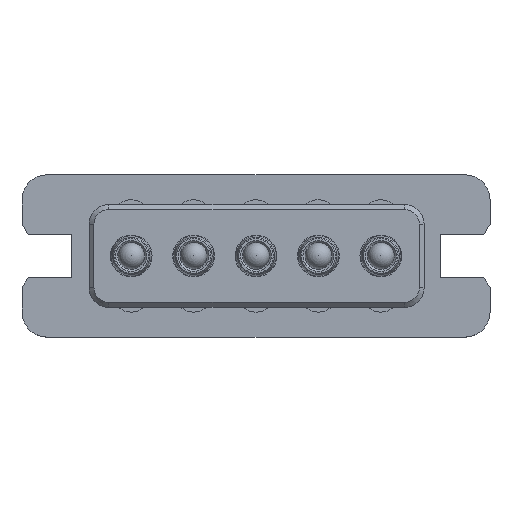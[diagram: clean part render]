
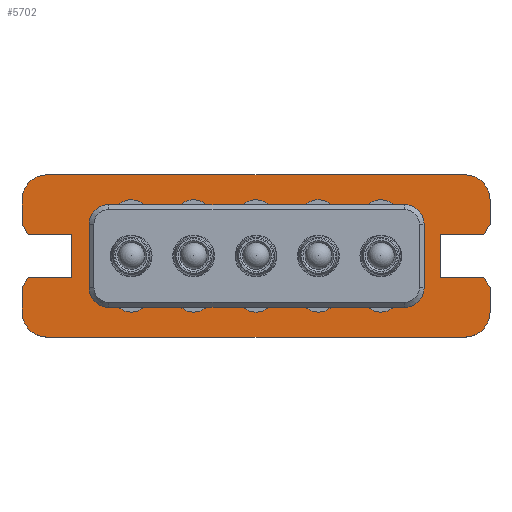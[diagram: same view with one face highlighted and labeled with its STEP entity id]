
A CAD part, top view. The second image highlights one B-rep face of the part: STEP entity #5702.
In plain terms, the highlighted planar face has unit normal (0, 0, 1).
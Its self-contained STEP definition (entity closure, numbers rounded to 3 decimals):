
#251=FACE_BOUND('',#1186,.T.);
#252=FACE_BOUND('',#1187,.T.);
#253=FACE_BOUND('',#1188,.T.);
#254=FACE_BOUND('',#1189,.T.);
#255=FACE_BOUND('',#1190,.T.);
#441=PLANE('',#6420);
#766=FACE_OUTER_BOUND('',#1185,.T.);
#1185=EDGE_LOOP('',(#5072,#5073,#5074,#5075,#5076,#5077,#5078,#5079,#5080,
#5081,#5082,#5083,#5084,#5085,#5086,#5087,#5088,#5089,#5090,#5091));
#1186=EDGE_LOOP('',(#5092));
#1187=EDGE_LOOP('',(#5093));
#1188=EDGE_LOOP('',(#5094));
#1189=EDGE_LOOP('',(#5095));
#1190=EDGE_LOOP('',(#5096));
#1612=LINE('',#9580,#2097);
#1615=LINE('',#9586,#2100);
#1618=LINE('',#9592,#2103);
#1621=LINE('',#9598,#2106);
#1624=LINE('',#9604,#2109);
#1627=LINE('',#9610,#2112);
#1631=LINE('',#9622,#2116);
#1635=LINE('',#9634,#2120);
#1638=LINE('',#9640,#2123);
#1641=LINE('',#9646,#2126);
#1644=LINE('',#9652,#2129);
#1647=LINE('',#9658,#2132);
#1650=LINE('',#9664,#2135);
#1653=LINE('',#9670,#2138);
#1657=LINE('',#9682,#2142);
#1661=LINE('',#9692,#2146);
#2097=VECTOR('',#7959,10.);
#2100=VECTOR('',#7964,10.);
#2103=VECTOR('',#7969,10.);
#2106=VECTOR('',#7974,10.);
#2109=VECTOR('',#7979,10.);
#2112=VECTOR('',#7984,10.);
#2116=VECTOR('',#7996,10.);
#2120=VECTOR('',#8008,10.);
#2123=VECTOR('',#8013,10.);
#2126=VECTOR('',#8018,10.);
#2129=VECTOR('',#8023,10.);
#2132=VECTOR('',#8028,10.);
#2135=VECTOR('',#8033,10.);
#2138=VECTOR('',#8038,10.);
#2142=VECTOR('',#8050,10.);
#2146=VECTOR('',#8062,10.);
#2446=CIRCLE('',#6379,0.3);
#2448=CIRCLE('',#6382,0.3);
#2450=CIRCLE('',#6385,0.3);
#2452=CIRCLE('',#6388,0.3);
#2454=CIRCLE('',#6391,0.3);
#2456=CIRCLE('',#6400,1.016);
#2458=CIRCLE('',#6404,1.016);
#2460=CIRCLE('',#6414,1.016);
#2462=CIRCLE('',#6418,1.016);
#2887=VERTEX_POINT('',#9546);
#2889=VERTEX_POINT('',#9552);
#2891=VERTEX_POINT('',#9558);
#2893=VERTEX_POINT('',#9564);
#2895=VERTEX_POINT('',#9570);
#2898=VERTEX_POINT('',#9577);
#2899=VERTEX_POINT('',#9579);
#2901=VERTEX_POINT('',#9585);
#2903=VERTEX_POINT('',#9591);
#2905=VERTEX_POINT('',#9597);
#2907=VERTEX_POINT('',#9603);
#2909=VERTEX_POINT('',#9609);
#2911=VERTEX_POINT('',#9615);
#2913=VERTEX_POINT('',#9621);
#2915=VERTEX_POINT('',#9627);
#2917=VERTEX_POINT('',#9633);
#2919=VERTEX_POINT('',#9639);
#2921=VERTEX_POINT('',#9645);
#2923=VERTEX_POINT('',#9651);
#2925=VERTEX_POINT('',#9657);
#2927=VERTEX_POINT('',#9663);
#2929=VERTEX_POINT('',#9669);
#2931=VERTEX_POINT('',#9675);
#2933=VERTEX_POINT('',#9681);
#2935=VERTEX_POINT('',#9687);
#3600=EDGE_CURVE('',#2887,#2887,#2446,.T.);
#3603=EDGE_CURVE('',#2889,#2889,#2448,.T.);
#3606=EDGE_CURVE('',#2891,#2891,#2450,.T.);
#3609=EDGE_CURVE('',#2893,#2893,#2452,.T.);
#3612=EDGE_CURVE('',#2895,#2895,#2454,.T.);
#3615=EDGE_CURVE('',#2899,#2898,#1612,.T.);
#3618=EDGE_CURVE('',#2901,#2899,#1615,.T.);
#3621=EDGE_CURVE('',#2903,#2901,#1618,.T.);
#3624=EDGE_CURVE('',#2905,#2903,#1621,.T.);
#3627=EDGE_CURVE('',#2907,#2905,#1624,.T.);
#3630=EDGE_CURVE('',#2909,#2907,#1627,.T.);
#3633=EDGE_CURVE('',#2911,#2909,#2456,.T.);
#3636=EDGE_CURVE('',#2913,#2911,#1631,.T.);
#3639=EDGE_CURVE('',#2915,#2913,#2458,.T.);
#3642=EDGE_CURVE('',#2917,#2915,#1635,.T.);
#3645=EDGE_CURVE('',#2919,#2917,#1638,.T.);
#3648=EDGE_CURVE('',#2921,#2919,#1641,.T.);
#3651=EDGE_CURVE('',#2923,#2921,#1644,.T.);
#3654=EDGE_CURVE('',#2925,#2923,#1647,.T.);
#3657=EDGE_CURVE('',#2927,#2925,#1650,.T.);
#3660=EDGE_CURVE('',#2929,#2927,#1653,.T.);
#3663=EDGE_CURVE('',#2931,#2929,#2460,.T.);
#3666=EDGE_CURVE('',#2933,#2931,#1657,.T.);
#3669=EDGE_CURVE('',#2935,#2933,#2462,.T.);
#3672=EDGE_CURVE('',#2898,#2935,#1661,.T.);
#5072=ORIENTED_EDGE('',*,*,#3672,.T.);
#5073=ORIENTED_EDGE('',*,*,#3669,.T.);
#5074=ORIENTED_EDGE('',*,*,#3666,.T.);
#5075=ORIENTED_EDGE('',*,*,#3663,.T.);
#5076=ORIENTED_EDGE('',*,*,#3660,.T.);
#5077=ORIENTED_EDGE('',*,*,#3657,.T.);
#5078=ORIENTED_EDGE('',*,*,#3654,.T.);
#5079=ORIENTED_EDGE('',*,*,#3651,.T.);
#5080=ORIENTED_EDGE('',*,*,#3648,.T.);
#5081=ORIENTED_EDGE('',*,*,#3645,.T.);
#5082=ORIENTED_EDGE('',*,*,#3642,.T.);
#5083=ORIENTED_EDGE('',*,*,#3639,.T.);
#5084=ORIENTED_EDGE('',*,*,#3636,.T.);
#5085=ORIENTED_EDGE('',*,*,#3633,.T.);
#5086=ORIENTED_EDGE('',*,*,#3630,.T.);
#5087=ORIENTED_EDGE('',*,*,#3627,.T.);
#5088=ORIENTED_EDGE('',*,*,#3624,.T.);
#5089=ORIENTED_EDGE('',*,*,#3621,.T.);
#5090=ORIENTED_EDGE('',*,*,#3618,.T.);
#5091=ORIENTED_EDGE('',*,*,#3615,.T.);
#5092=ORIENTED_EDGE('',*,*,#3600,.T.);
#5093=ORIENTED_EDGE('',*,*,#3603,.T.);
#5094=ORIENTED_EDGE('',*,*,#3606,.T.);
#5095=ORIENTED_EDGE('',*,*,#3609,.T.);
#5096=ORIENTED_EDGE('',*,*,#3612,.T.);
#5702=ADVANCED_FACE('',(#766,#251,#252,#253,#254,#255),#441,.T.);
#6379=AXIS2_PLACEMENT_3D('',#9548,#7925,#7926);
#6382=AXIS2_PLACEMENT_3D('',#9554,#7932,#7933);
#6385=AXIS2_PLACEMENT_3D('',#9560,#7939,#7940);
#6388=AXIS2_PLACEMENT_3D('',#9566,#7946,#7947);
#6391=AXIS2_PLACEMENT_3D('',#9572,#7953,#7954);
#6400=AXIS2_PLACEMENT_3D('',#9616,#7990,#7991);
#6404=AXIS2_PLACEMENT_3D('',#9628,#8002,#8003);
#6414=AXIS2_PLACEMENT_3D('',#9676,#8044,#8045);
#6418=AXIS2_PLACEMENT_3D('',#9688,#8056,#8057);
#6420=AXIS2_PLACEMENT_3D('',#9693,#8063,#8064);
#7925=DIRECTION('center_axis',(0.,0.,-1.));
#7926=DIRECTION('ref_axis',(1.,0.,0.));
#7932=DIRECTION('center_axis',(0.,0.,-1.));
#7933=DIRECTION('ref_axis',(1.,0.,0.));
#7939=DIRECTION('center_axis',(0.,0.,-1.));
#7940=DIRECTION('ref_axis',(1.,0.,0.));
#7946=DIRECTION('center_axis',(0.,0.,-1.));
#7947=DIRECTION('ref_axis',(1.,0.,0.));
#7953=DIRECTION('center_axis',(0.,0.,-1.));
#7954=DIRECTION('ref_axis',(1.,0.,0.));
#7959=DIRECTION('',(-0.555,-0.832,0.));
#7964=DIRECTION('',(-1.,0.,0.));
#7969=DIRECTION('',(0.,-1.,0.));
#7974=DIRECTION('',(1.,0.,0.));
#7979=DIRECTION('',(0.555,-0.832,0.));
#7984=DIRECTION('',(0.,-1.,0.));
#7990=DIRECTION('center_axis',(0.,0.,1.));
#7991=DIRECTION('ref_axis',(0.,1.,0.));
#7996=DIRECTION('',(-1.,0.,0.));
#8002=DIRECTION('center_axis',(0.,0.,1.));
#8003=DIRECTION('ref_axis',(1.,0.,0.));
#8008=DIRECTION('',(0.,1.,0.));
#8013=DIRECTION('',(0.555,0.832,0.));
#8018=DIRECTION('',(1.,0.,0.));
#8023=DIRECTION('',(0.,1.,0.));
#8028=DIRECTION('',(-1.,0.,0.));
#8033=DIRECTION('',(-0.555,0.832,0.));
#8038=DIRECTION('',(0.,1.,0.));
#8044=DIRECTION('center_axis',(0.,0.,1.));
#8045=DIRECTION('ref_axis',(0.,-1.,0.));
#8050=DIRECTION('',(1.,0.,0.));
#8056=DIRECTION('center_axis',(0.,0.,1.));
#8057=DIRECTION('ref_axis',(-1.,0.,0.));
#8062=DIRECTION('',(0.,-1.,0.));
#8063=DIRECTION('center_axis',(0.,0.,1.));
#8064=DIRECTION('ref_axis',(1.,0.,0.));
#9546=CARTESIAN_POINT('',(4.145,3.302,0.053));
#9548=CARTESIAN_POINT('Origin',(4.445,3.302,0.053));
#9552=CARTESIAN_POINT('',(9.225,3.302,0.053));
#9554=CARTESIAN_POINT('Origin',(9.525,3.302,0.053));
#9558=CARTESIAN_POINT('',(11.765,3.302,0.053));
#9560=CARTESIAN_POINT('Origin',(12.065,3.302,0.053));
#9564=CARTESIAN_POINT('',(14.305,3.302,0.053));
#9566=CARTESIAN_POINT('Origin',(14.605,3.302,0.053));
#9570=CARTESIAN_POINT('',(6.685,3.302,0.053));
#9572=CARTESIAN_POINT('Origin',(6.985,3.302,0.053));
#9577=CARTESIAN_POINT('',(0.,2.032,0.053));
#9579=CARTESIAN_POINT('',(0.254,2.413,0.053));
#9580=CARTESIAN_POINT('',(0.254,2.413,0.053));
#9585=CARTESIAN_POINT('',(2.032,2.413,0.053));
#9586=CARTESIAN_POINT('',(2.032,2.413,0.053));
#9591=CARTESIAN_POINT('',(2.032,4.191,0.053));
#9592=CARTESIAN_POINT('',(2.032,4.191,0.053));
#9597=CARTESIAN_POINT('',(0.254,4.191,0.053));
#9598=CARTESIAN_POINT('',(0.254,4.191,0.053));
#9603=CARTESIAN_POINT('',(0.,4.572,0.053));
#9604=CARTESIAN_POINT('',(0.,4.572,0.053));
#9609=CARTESIAN_POINT('',(0.,5.588,0.053));
#9610=CARTESIAN_POINT('',(0.,5.588,0.053));
#9615=CARTESIAN_POINT('',(1.016,6.604,0.053));
#9616=CARTESIAN_POINT('Origin',(1.016,5.588,0.053));
#9621=CARTESIAN_POINT('',(18.034,6.604,0.053));
#9622=CARTESIAN_POINT('',(18.034,6.604,0.053));
#9627=CARTESIAN_POINT('',(19.05,5.588,0.053));
#9628=CARTESIAN_POINT('Origin',(18.034,5.588,0.053));
#9633=CARTESIAN_POINT('',(19.05,4.572,0.053));
#9634=CARTESIAN_POINT('',(19.05,4.572,0.053));
#9639=CARTESIAN_POINT('',(18.796,4.191,0.053));
#9640=CARTESIAN_POINT('',(18.796,4.191,0.053));
#9645=CARTESIAN_POINT('',(17.018,4.191,0.053));
#9646=CARTESIAN_POINT('',(17.018,4.191,0.053));
#9651=CARTESIAN_POINT('',(17.018,2.413,0.053));
#9652=CARTESIAN_POINT('',(17.018,2.413,0.053));
#9657=CARTESIAN_POINT('',(18.796,2.413,0.053));
#9658=CARTESIAN_POINT('',(18.796,2.413,0.053));
#9663=CARTESIAN_POINT('',(19.05,2.032,0.053));
#9664=CARTESIAN_POINT('',(19.05,2.032,0.053));
#9669=CARTESIAN_POINT('',(19.05,1.016,0.053));
#9670=CARTESIAN_POINT('',(19.05,1.016,0.053));
#9675=CARTESIAN_POINT('',(18.034,0.,0.053));
#9676=CARTESIAN_POINT('Origin',(18.034,1.016,0.053));
#9681=CARTESIAN_POINT('',(1.016,0.,0.053));
#9682=CARTESIAN_POINT('',(1.016,0.,0.053));
#9687=CARTESIAN_POINT('',(0.,1.016,0.053));
#9688=CARTESIAN_POINT('Origin',(1.016,1.016,0.053));
#9692=CARTESIAN_POINT('',(0.,2.032,0.053));
#9693=CARTESIAN_POINT('Origin',(9.525,3.302,0.053));
